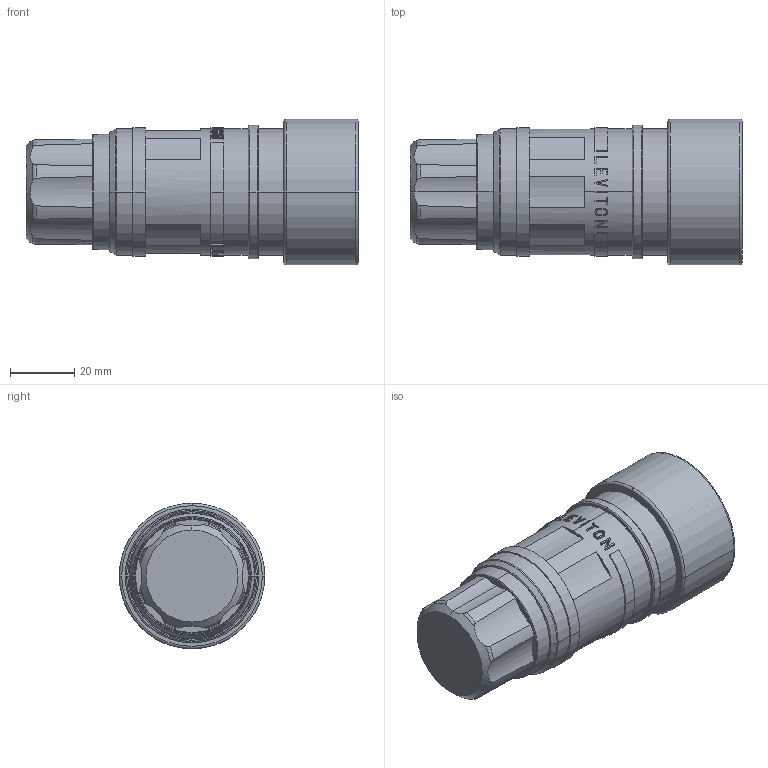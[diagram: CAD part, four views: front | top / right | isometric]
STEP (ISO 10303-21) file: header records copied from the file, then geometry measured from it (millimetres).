
FILE_DESCRIPTION (( 'STEP AP214' ), '1' );
FILE_NAME ('CATSTD-25W47-000-M01.STEP', '2022-06-30T13:07:09', ( '' ), ( '' ), 'SwSTEP 2.0', 'SolidWorks 2020', '' );
FILE_SCHEMA (( 'AUTOMOTIVE_DESIGN' ));
Length unit declared in the file: millimetre
Products named in the file (1): CATSTD-25W47-000-M01
Bounding box: 103.05 x 45.24 x 45.24 mm (x, y, z)
Volume: 104290.5 mm3; surface area: 20180.8 mm2
Topology: 1 solids, 1 shells, 986 faces, 2677 edges, 1758 vertices
Faces by surface type: plane 795, cylinder 106, cone 42, torus 39, bspline 4
Entity records: 37648 total; most frequent: CARTESIAN_POINT 11421, ORIENTED_EDGE 5354, DIRECTION 4886, EDGE_CURVE 2677, VECTOR 2046, LINE 2046, VERTEX_POINT 1758, AXIS2_PLACEMENT_3D 1420
